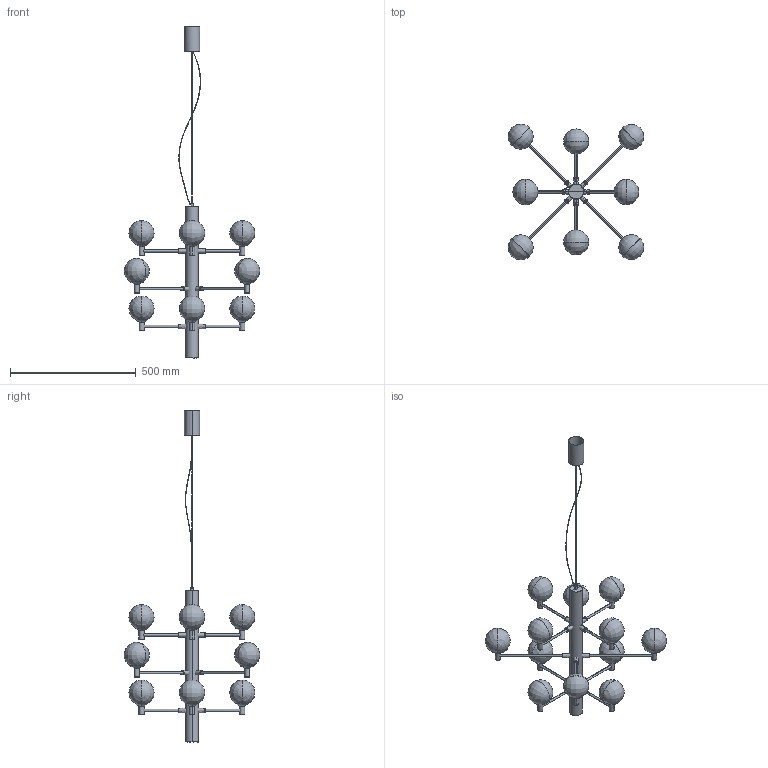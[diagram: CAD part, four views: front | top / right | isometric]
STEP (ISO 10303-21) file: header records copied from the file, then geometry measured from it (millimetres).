
FILE_DESCRIPTION(/* description */ (''),/* implementation_level */ '2;1');
FILE_NAME(/* name */ 'COPERNICO-SP12',/* time_stamp */ '2020-10-06T09:56:05+08:00',/* author */ (''),/* organization */ (''),/* preprocessor_version */ 'ST-DEVELOPER v10',/* originating_system */ '',/* authorisation */ '');
FILE_SCHEMA (('CONFIG_CONTROL_DESIGN'));
Length unit declared in the file: millimetre
Products named in the file (1): 1
Bounding box: 538.41 x 539 x 1317.57 mm (x, y, z)
Volume: 2051170.8 mm3; surface area: 1070996.3 mm2
Topology: 75 solids, 156 shells, 1192 faces, 2635 edges, 1355 vertices
Faces by surface type: bspline 1192
Entity records: 43489 total; most frequent: CARTESIAN_POINT 30982, ORIENTED_EDGE 4522, EDGE_CURVE 2381, VERTEX_POINT 1355, ADVANCED_FACE 1192, FACE_OUTER_BOUND 1192, EDGE_LOOP 1192, B_SPLINE_CURVE_WITH_KNOTS 196
